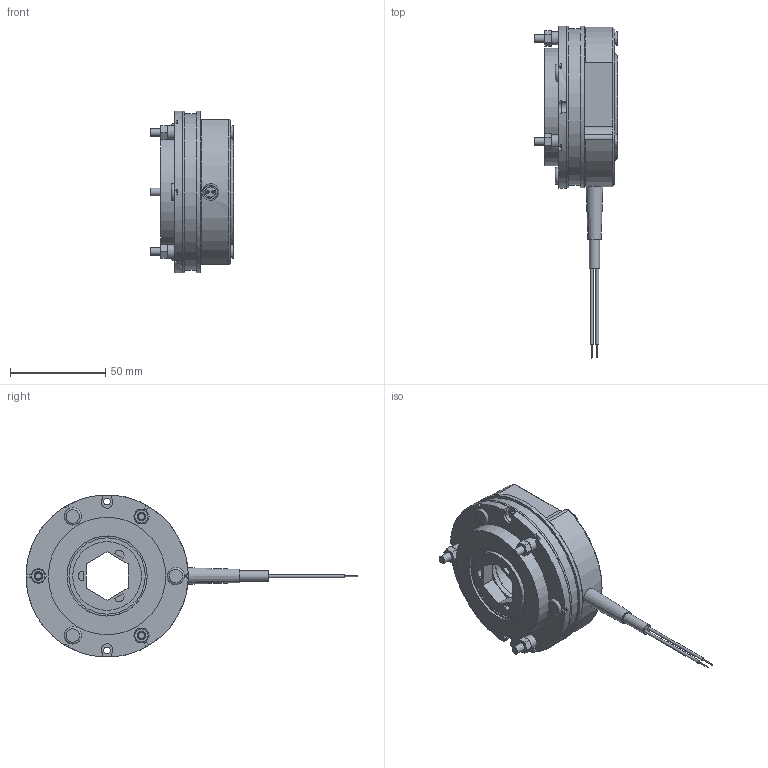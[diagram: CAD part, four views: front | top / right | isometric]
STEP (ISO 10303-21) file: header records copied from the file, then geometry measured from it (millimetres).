
FILE_DESCRIPTION(/* description */ (''),/* implementation_level */ '2;1');
FILE_NAME(/* name */ 'FDB08-N.stp',/* time_stamp */ '2015-01-07T08:01:42+01:00',/* author */ ('Grebe'),/* organization */ (''),/* preprocessor_version */ 'ST-DEVELOPER v15.6',/* originating_system */ 'Autodesk Inventor 2015',/* authorisation */ '');
FILE_SCHEMA (('AUTOMOTIVE_DESIGN { 1 0 10303 214 3 1 1 }'));
Length unit declared in the file: millimetre
Products named in the file (1): Bauteil17
Bounding box: 44 x 174 x 84.8 mm (x, y, z)
Volume: 116444.5 mm3; surface area: 53761.3 mm2
Topology: 2 solids, 5 shells, 374 faces, 861 edges, 553 vertices
Faces by surface type: plane 181, cylinder 131, cone 44, torus 18
Full cylindrical faces by diameter (mm): 0.5 x2, 1.5 x2, 3 x3, 3.5 x2, 4 x3, 4.2 x3, 5 x3, 5.2 x10, 5.4 x1, 5.5 x4, 5.917 x3, 6.9 x6, 7 x6, 7.5 x3, 9 x6, 10 x3, 11 x3, 13 x1, 26 x2, 34 x1, 36 x2, 40 x2, 41.6 x1, 42 x2, 51 x1, 61.5 x1, 63 x1, 82 x1, 84.8 x2
Entity records: 9648 total; most frequent: DIRECTION 1740, CARTESIAN_POINT 1733, ORIENTED_EDGE 1368, AXIS2_PLACEMENT_3D 730, EDGE_CURVE 684, EDGE_LOOP 588, VERTEX_POINT 508, FACE_OUTER_BOUND 374
